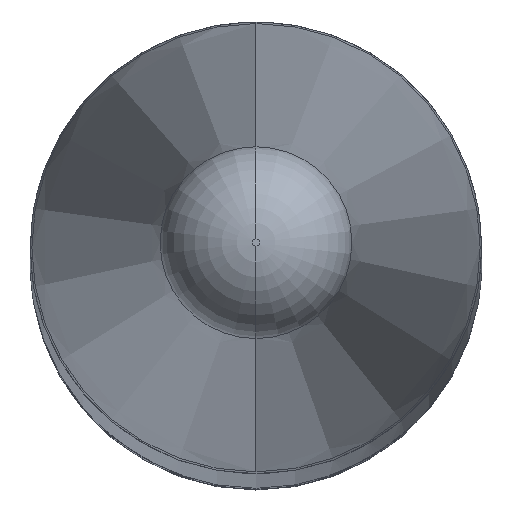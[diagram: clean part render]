
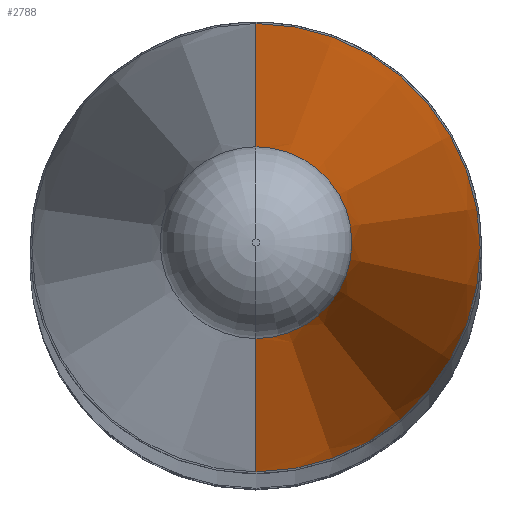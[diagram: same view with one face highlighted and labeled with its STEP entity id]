
A CAD part, top view. The second image highlights one B-rep face of the part: STEP entity #2788.
In plain terms, the highlighted conical face has half-angle 2.545 degrees and reference radius 6.701 mm.
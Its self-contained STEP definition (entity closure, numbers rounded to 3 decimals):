
#180 = DIRECTION ( 'NONE',  ( 0., 1., 0. ) ) ;
#199 = CARTESIAN_POINT ( 'NONE',  ( 0., 251.109, 0. ) ) ;
#560 = VERTEX_POINT ( 'NONE', #9423 ) ;
#957 = CARTESIAN_POINT ( 'NONE',  ( -6.701, 251.109, 0. ) ) ;
#991 = CIRCLE ( 'NONE', #8519, 6.701 ) ;
#1047 = FACE_OUTER_BOUND ( 'NONE', #14348, .T. ) ;
#1472 = CARTESIAN_POINT ( 'NONE',  ( 0., 337.372, 0. ) ) ;
#1540 = EDGE_CURVE ( 'NONE', #11036, #560, #12224, .T. ) ;
#1611 = LINE ( 'NONE', #6524, #1795 ) ;
#1795 = VECTOR ( 'NONE', #7729, 1000. ) ;
#1853 = CARTESIAN_POINT ( 'NONE',  ( 0., 337.372, 2.867 ) ) ;
#1865 = CARTESIAN_POINT ( 'NONE',  ( 0., 251.109, 6.701 ) ) ;
#2549 = DIRECTION ( 'NONE',  ( 0., -1., 0. ) ) ;
#2570 = DIRECTION ( 'NONE',  ( 0., 0., 1. ) ) ;
#2675 = VERTEX_POINT ( 'NONE', #14278 ) ;
#2788 = ADVANCED_FACE ( 'NONE', ( #1047 ), #6242, .T. ) ;
#3663 = VERTEX_POINT ( 'NONE', #957 ) ;
#3668 = ORIENTED_EDGE ( 'NONE', *, *, #12384, .T. ) ;
#4540 = LINE ( 'NONE', #1865, #7328 ) ;
#4648 = DIRECTION ( 'NONE',  ( 0., 1., 0. ) ) ;
#4787 = ORIENTED_EDGE ( 'NONE', *, *, #12234, .F. ) ;
#4966 = AXIS2_PLACEMENT_3D ( 'NONE', #11761, #4648, #8512 ) ;
#6242 = CONICAL_SURFACE ( 'NONE', #9942, 6.701, 0.044 ) ;
#6524 = CARTESIAN_POINT ( 'NONE',  ( 0., 251.109, -6.701 ) ) ;
#6597 = DIRECTION ( 'NONE',  ( 0., -0.999, 0.044 ) ) ;
#7328 = VECTOR ( 'NONE', #6597, 1000. ) ;
#7729 = DIRECTION ( 'NONE',  ( 0., -0.999, -0.044 ) ) ;
#8393 = DIRECTION ( 'NONE',  ( 0., 0., 1. ) ) ;
#8445 = CARTESIAN_POINT ( 'NONE',  ( 0., 251.109, 0. ) ) ;
#8512 = DIRECTION ( 'NONE',  ( 0., 0., 1. ) ) ;
#8516 = DIRECTION ( 'NONE',  ( 0., -1., 0. ) ) ;
#8519 = AXIS2_PLACEMENT_3D ( 'NONE', #8445, #180, #8393 ) ;
#8689 = EDGE_CURVE ( 'NONE', #560, #13083, #1611, .T. ) ;
#9423 = CARTESIAN_POINT ( 'NONE',  ( 0., 337.372, -2.867 ) ) ;
#9728 = CIRCLE ( 'NONE', #4966, 6.701 ) ;
#9942 = AXIS2_PLACEMENT_3D ( 'NONE', #199, #8516, #2570 ) ;
#10568 = ORIENTED_EDGE ( 'NONE', *, *, #8689, .T. ) ;
#10872 = DIRECTION ( 'NONE',  ( 0., 0., -1. ) ) ;
#10981 = ORIENTED_EDGE ( 'NONE', *, *, #11381, .T. ) ;
#11036 = VERTEX_POINT ( 'NONE', #1853 ) ;
#11381 = EDGE_CURVE ( 'NONE', #13083, #3663, #991, .T. ) ;
#11659 = ORIENTED_EDGE ( 'NONE', *, *, #1540, .T. ) ;
#11761 = CARTESIAN_POINT ( 'NONE',  ( 0., 251.109, 0. ) ) ;
#12224 = CIRCLE ( 'NONE', #14371, 2.867 ) ;
#12234 = EDGE_CURVE ( 'NONE', #11036, #2675, #4540, .T. ) ;
#12289 = CARTESIAN_POINT ( 'NONE',  ( 0., 251.109, -6.701 ) ) ;
#12384 = EDGE_CURVE ( 'NONE', #3663, #2675, #9728, .T. ) ;
#13083 = VERTEX_POINT ( 'NONE', #12289 ) ;
#14278 = CARTESIAN_POINT ( 'NONE',  ( 0., 251.109, 6.701 ) ) ;
#14348 = EDGE_LOOP ( 'NONE', ( #11659, #10568, #10981, #3668, #4787 ) ) ;
#14371 = AXIS2_PLACEMENT_3D ( 'NONE', #1472, #2549, #10872 ) ;
